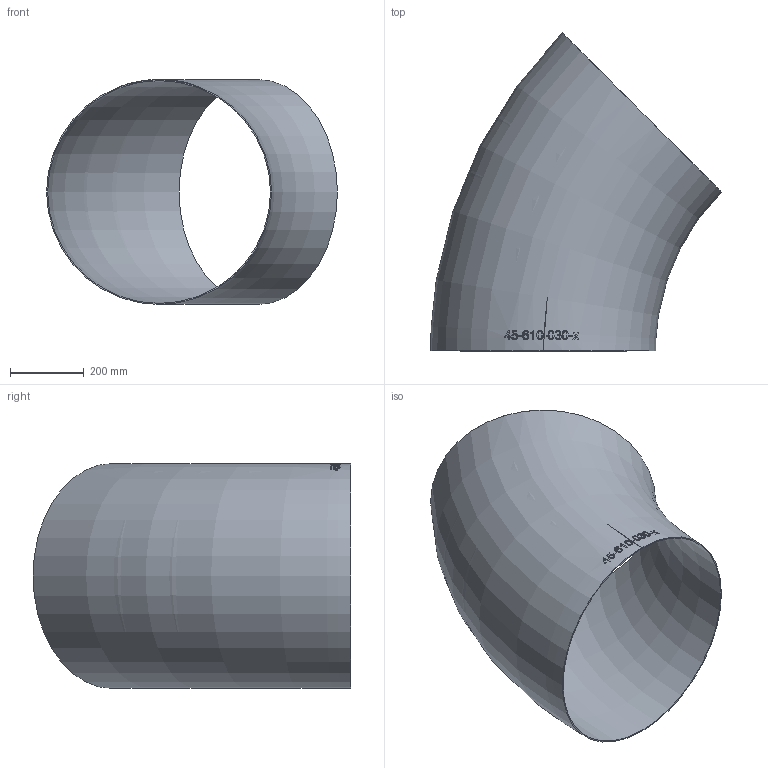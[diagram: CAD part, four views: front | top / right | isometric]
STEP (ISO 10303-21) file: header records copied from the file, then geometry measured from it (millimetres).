
FILE_DESCRIPTION (( 'STEP AP214' ), '1' );
FILE_NAME ('45-610-030-x Bogen 2005.STEP', '2020-05-04T14:24:36', ( '' ), ( '' ), 'SwSTEP 2.0', 'SolidWorks 2019', '' );
FILE_SCHEMA (( 'AUTOMOTIVE_DESIGN' ));
Length unit declared in the file: millimetre
Products named in the file (1): 45-610-030-x Bogen 2005
Bounding box: 788.37 x 861.96 x 610 mm (x, y, z)
Volume: 4106677.5 mm3; surface area: 2749299.3 mm2
Topology: 1 solids, 1 shells, 148 faces, 388 edges, 259 vertices
Faces by surface type: bspline 127, torus 19, plane 2
Entity records: 35875 total; most frequent: CARTESIAN_POINT 31798, ORIENTED_EDGE 770, EDGE_CURVE 385, B_SPLINE_CURVE_WITH_KNOTS 381, VERTEX_POINT 258, EDGE_LOOP 169, FACE_OUTER_BOUND 150, ADVANCED_FACE 148
